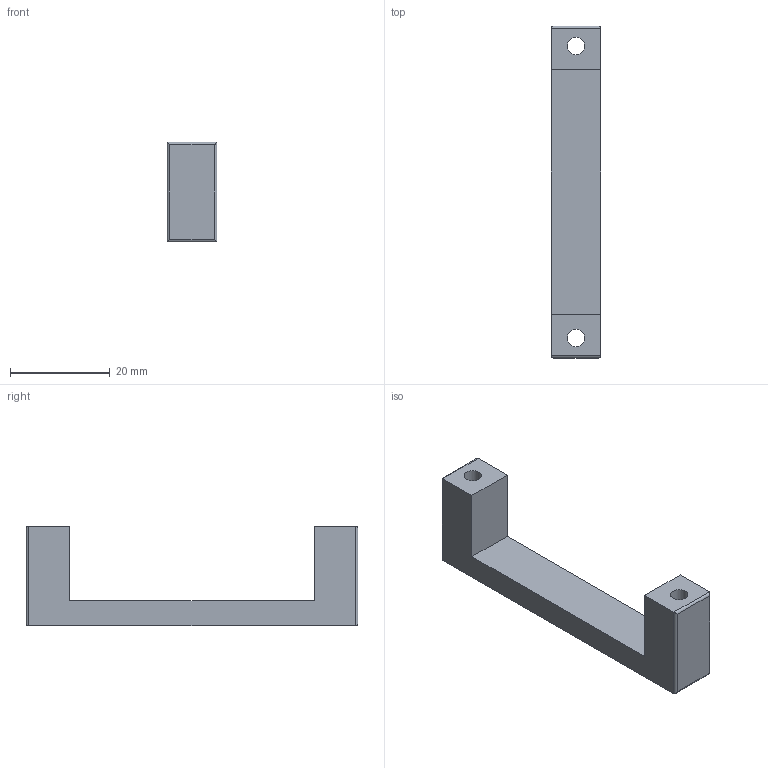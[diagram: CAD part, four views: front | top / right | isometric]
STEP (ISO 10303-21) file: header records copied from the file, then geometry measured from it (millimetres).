
FILE_DESCRIPTION(('FreeCAD Model'),'2;1');
FILE_NAME('Open CASCADE Shape Model','2025-05-08T00:20:41',(''),(''), 'Open CASCADE STEP processor 7.6','FreeCAD','Unknown');
FILE_SCHEMA(('AUTOMOTIVE_DESIGN { 1 0 10303 214 1 1 1 1 }'));
Length unit declared in the file: millimetre
Products named in the file (1): BMSBracketTopBody
Bounding box: 10 x 66.5 x 20 mm (x, y, z)
Volume: 5501.1 mm3; surface area: 3617.3 mm2
Topology: 1 solids, 1 shells, 24 faces, 56 edges, 34 vertices
Faces by surface type: plane 12, cylinder 12
Full cylindrical faces by diameter (mm): 3.5 x2, 7 x2
Entity records: 678 total; most frequent: DIRECTION 118, CARTESIAN_POINT 109, ORIENTED_EDGE 104, EDGE_CURVE 52, AXIS2_PLACEMENT_3D 41, LINE 36, VECTOR 36, VERTEX_POINT 32
